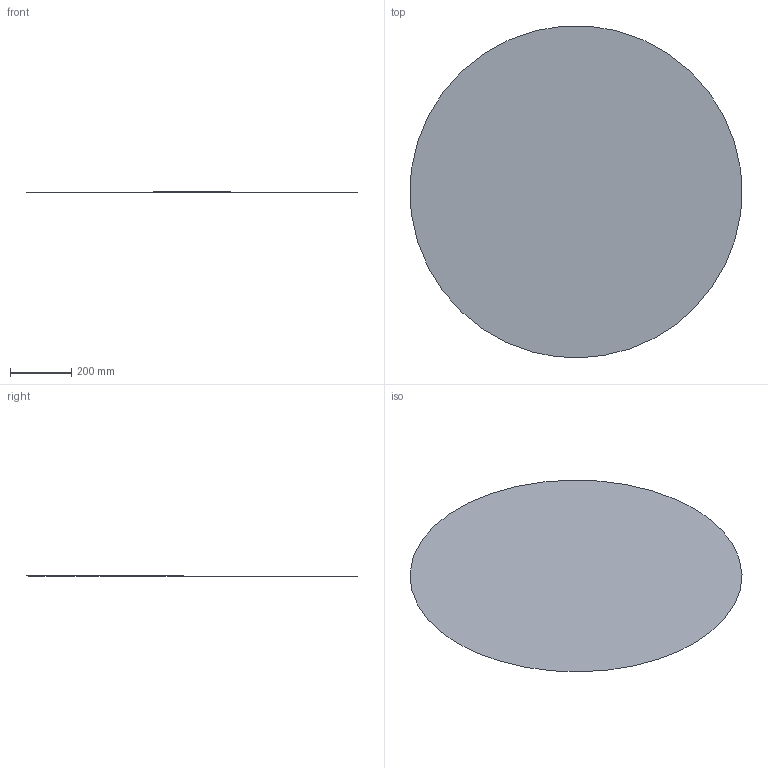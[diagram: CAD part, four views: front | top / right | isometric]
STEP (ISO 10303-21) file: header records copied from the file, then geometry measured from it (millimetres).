
FILE_DESCRIPTION(('STEP AP203'),'1');
FILE_NAME('inlet.stp','2022-03-19T09:25:14',(' '),(' '),'Spatial InterOp 3D',' ',' ');
FILE_SCHEMA(('CONFIG_CONTROL_DESIGN'));
Length unit declared in the file: metre
Products named in the file (1): 1
Bounding box: 1080.87 x 1079.98 x 0 mm (x, y, z)
Surface area: 919484.5 mm2 (no closed solid volume)
Topology: 0 solids, 1 shells, 1 faces, 8 edges, 8 vertices
Faces by surface type: plane 1
Entity records: 132 total; most frequent: DIRECTION 20, CARTESIAN_POINT 18, AXIS2_PLACEMENT_3D 10, ORIENTED_EDGE 8, EDGE_CURVE 8, VERTEX_POINT 8, CIRCLE 8, CC_DESIGN_PERSON_AND_ORGANIZATION_ASSIGNMENT 5
